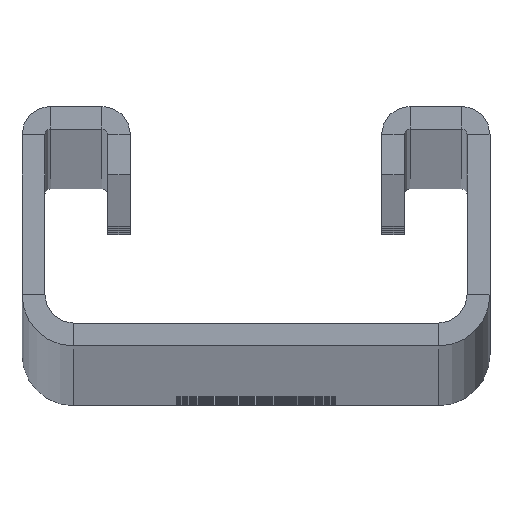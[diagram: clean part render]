
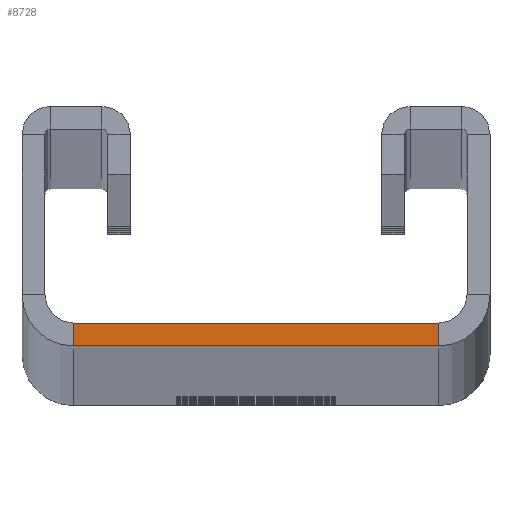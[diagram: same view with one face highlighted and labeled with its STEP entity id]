
A CAD part, top view. The second image highlights one B-rep face of the part: STEP entity #8728.
In plain terms, the highlighted planar face has unit normal (0, 0, 1).
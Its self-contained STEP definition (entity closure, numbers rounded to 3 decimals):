
#560 = CARTESIAN_POINT ( 'NONE',  ( -16., 2., 3000. ) ) ;
#933 = VERTEX_POINT ( 'NONE', #6739 ) ;
#2189 = ORIENTED_EDGE ( 'NONE', *, *, #8994, .T. ) ;
#2547 = ORIENTED_EDGE ( 'NONE', *, *, #14550, .T. ) ;
#3195 = DIRECTION ( 'NONE',  ( 1., 0., 0. ) ) ;
#3230 = VECTOR ( 'NONE', #14034, 1000. ) ;
#4319 = VERTEX_POINT ( 'NONE', #18076 ) ;
#6323 = DIRECTION ( 'NONE',  ( 1., 0., 0. ) ) ;
#6739 = CARTESIAN_POINT ( 'NONE',  ( -16., 2., 3000. ) ) ;
#6797 = EDGE_LOOP ( 'NONE', ( #13706, #2547, #17717, #2189 ) ) ;
#6870 = VECTOR ( 'NONE', #8850, 1000. ) ;
#7231 = CARTESIAN_POINT ( 'NONE',  ( 16., 0., 3000. ) ) ;
#7837 = EDGE_CURVE ( 'NONE', #933, #20992, #16215, .T. ) ;
#8728 = ADVANCED_FACE ( 'NONE', ( #19657 ), #11528, .T. ) ;
#8763 = VECTOR ( 'NONE', #20954, 1000. ) ;
#8850 = DIRECTION ( 'NONE',  ( 0., 1., 0. ) ) ;
#8994 = EDGE_CURVE ( 'NONE', #933, #4319, #17764, .T. ) ;
#9176 = CARTESIAN_POINT ( 'NONE',  ( 16., 2., 3000. ) ) ;
#10505 = AXIS2_PLACEMENT_3D ( 'NONE', #13186, #21637, #3195 ) ;
#11528 = PLANE ( 'NONE',  #10505 ) ;
#12795 = LINE ( 'NONE', #7231, #3230 ) ;
#13060 = CARTESIAN_POINT ( 'NONE',  ( 16., 2., 3000. ) ) ;
#13186 = CARTESIAN_POINT ( 'NONE',  ( 18.5, 4.5, 3000. ) ) ;
#13706 = ORIENTED_EDGE ( 'NONE', *, *, #19792, .T. ) ;
#14034 = DIRECTION ( 'NONE',  ( 1., 0., 0. ) ) ;
#14550 = EDGE_CURVE ( 'NONE', #16867, #20992, #17629, .T. ) ;
#15677 = CARTESIAN_POINT ( 'NONE',  ( 16., 0., 3000. ) ) ;
#16215 = LINE ( 'NONE', #9176, #17492 ) ;
#16867 = VERTEX_POINT ( 'NONE', #15677 ) ;
#17492 = VECTOR ( 'NONE', #6323, 1000. ) ;
#17629 = LINE ( 'NONE', #19061, #6870 ) ;
#17717 = ORIENTED_EDGE ( 'NONE', *, *, #7837, .F. ) ;
#17764 = LINE ( 'NONE', #560, #8763 ) ;
#18076 = CARTESIAN_POINT ( 'NONE',  ( -16., 0., 3000. ) ) ;
#19061 = CARTESIAN_POINT ( 'NONE',  ( 16., 0., 3000. ) ) ;
#19657 = FACE_OUTER_BOUND ( 'NONE', #6797, .T. ) ;
#19792 = EDGE_CURVE ( 'NONE', #4319, #16867, #12795, .T. ) ;
#20954 = DIRECTION ( 'NONE',  ( 0., -1., 0. ) ) ;
#20992 = VERTEX_POINT ( 'NONE', #13060 ) ;
#21637 = DIRECTION ( 'NONE',  ( 0., 0., 1. ) ) ;
